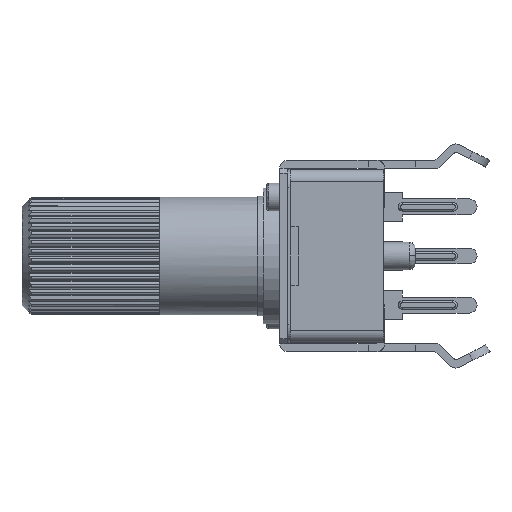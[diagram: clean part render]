
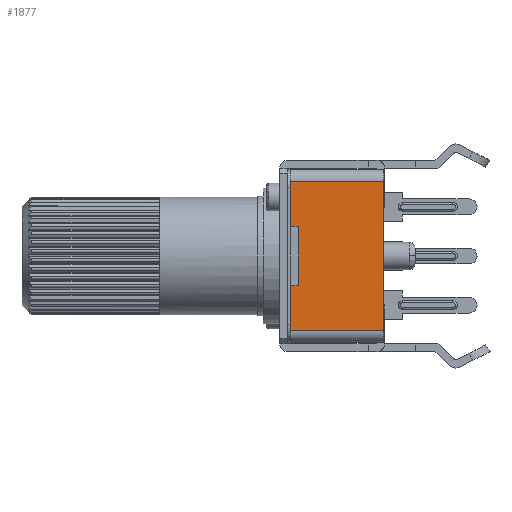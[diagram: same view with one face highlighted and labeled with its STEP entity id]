
A CAD part, left-side view. The second image highlights one B-rep face of the part: STEP entity #1877.
In plain terms, the highlighted planar face has unit normal (-1, 0, 0).
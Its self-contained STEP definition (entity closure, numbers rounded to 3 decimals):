
#18 = VERTEX_POINT ( 'NONE', #3199 ) ;
#531 = DIRECTION ( 'NONE',  ( 0., 1., 0. ) ) ;
#570 = CARTESIAN_POINT ( 'NONE',  ( -5.5, 0., 3.8 ) ) ;
#923 = CARTESIAN_POINT ( 'NONE',  ( -5.5, -4.75, -3.8 ) ) ;
#1014 = LINE ( 'NONE', #6312, #5700 ) ;
#1266 = VECTOR ( 'NONE', #531, 1000. ) ;
#1622 = CARTESIAN_POINT ( 'NONE',  ( -5.5, 0., -3.8 ) ) ;
#1834 = CARTESIAN_POINT ( 'NONE',  ( -5.5, -4.75, 0. ) ) ;
#1877 = ADVANCED_FACE ( 'NONE', ( #7320 ), #16074, .T. ) ;
#1935 = DIRECTION ( 'NONE',  ( 0., 0., 1. ) ) ;
#3122 = CARTESIAN_POINT ( 'NONE',  ( -5.5, -0.4, -4.4 ) ) ;
#3166 = ORIENTED_EDGE ( 'NONE', *, *, #17423, .T. ) ;
#3199 = CARTESIAN_POINT ( 'NONE',  ( -5.5, -4.75, 3.8 ) ) ;
#4297 = CARTESIAN_POINT ( 'NONE',  ( -5.5, 0., 1.5 ) ) ;
#4635 = CARTESIAN_POINT ( 'NONE',  ( -5.5, 0., -4.4 ) ) ;
#4697 = LINE ( 'NONE', #3122, #16025 ) ;
#4772 = CARTESIAN_POINT ( 'NONE',  ( -5.5, 0., -1.5 ) ) ;
#5603 = ORIENTED_EDGE ( 'NONE', *, *, #5846, .T. ) ;
#5700 = VECTOR ( 'NONE', #7946, 1000. ) ;
#5846 = EDGE_CURVE ( 'NONE', #13233, #15929, #11688, .T. ) ;
#5965 = VERTEX_POINT ( 'NONE', #1622 ) ;
#6312 = CARTESIAN_POINT ( 'NONE',  ( -5.5, 0., 1.5 ) ) ;
#6332 = ORIENTED_EDGE ( 'NONE', *, *, #12997, .T. ) ;
#6377 = CARTESIAN_POINT ( 'NONE',  ( -5.5, -0.4, -1.5 ) ) ;
#6405 = EDGE_CURVE ( 'NONE', #13388, #9855, #1014, .T. ) ;
#7003 = LINE ( 'NONE', #12658, #15123 ) ;
#7320 = FACE_OUTER_BOUND ( 'NONE', #12967, .T. ) ;
#7497 = DIRECTION ( 'NONE',  ( 0., 0., 1. ) ) ;
#7946 = DIRECTION ( 'NONE',  ( 0., -1., 0. ) ) ;
#8145 = ORIENTED_EDGE ( 'NONE', *, *, #17985, .T. ) ;
#8209 = DIRECTION ( 'NONE',  ( 0., -1., 0. ) ) ;
#8921 = EDGE_CURVE ( 'NONE', #11953, #13388, #12081, .T. ) ;
#9402 = CARTESIAN_POINT ( 'NONE',  ( -5.5, -0.4, 1.5 ) ) ;
#9855 = VERTEX_POINT ( 'NONE', #9402 ) ;
#10042 = ORIENTED_EDGE ( 'NONE', *, *, #8921, .T. ) ;
#10318 = CARTESIAN_POINT ( 'NONE',  ( -5.5, 0., 3.8 ) ) ;
#10583 = LINE ( 'NONE', #1834, #10855 ) ;
#10602 = ORIENTED_EDGE ( 'NONE', *, *, #14497, .T. ) ;
#10699 = CARTESIAN_POINT ( 'NONE',  ( -5.5, 0., -4.4 ) ) ;
#10855 = VECTOR ( 'NONE', #7497, 1000. ) ;
#11058 = ORIENTED_EDGE ( 'NONE', *, *, #12307, .T. ) ;
#11688 = LINE ( 'NONE', #4772, #1266 ) ;
#11722 = LINE ( 'NONE', #10318, #13928 ) ;
#11953 = VERTEX_POINT ( 'NONE', #570 ) ;
#12014 = VECTOR ( 'NONE', #12086, 1000. ) ;
#12047 = VERTEX_POINT ( 'NONE', #923 ) ;
#12081 = LINE ( 'NONE', #4635, #16700 ) ;
#12086 = DIRECTION ( 'NONE',  ( 0., 0., -1. ) ) ;
#12307 = EDGE_CURVE ( 'NONE', #12047, #18, #10583, .T. ) ;
#12658 = CARTESIAN_POINT ( 'NONE',  ( -5.5, 0., -3.8 ) ) ;
#12967 = EDGE_LOOP ( 'NONE', ( #11058, #10602, #10042, #14035, #8145, #5603, #6332, #3166 ) ) ;
#12997 = EDGE_CURVE ( 'NONE', #15929, #5965, #17829, .T. ) ;
#13233 = VERTEX_POINT ( 'NONE', #6377 ) ;
#13388 = VERTEX_POINT ( 'NONE', #4297 ) ;
#13928 = VECTOR ( 'NONE', #15986, 1000. ) ;
#14035 = ORIENTED_EDGE ( 'NONE', *, *, #6405, .T. ) ;
#14497 = EDGE_CURVE ( 'NONE', #18, #11953, #11722, .T. ) ;
#15123 = VECTOR ( 'NONE', #8209, 1000. ) ;
#15773 = DIRECTION ( 'NONE',  ( 0., 0., -1. ) ) ;
#15929 = VERTEX_POINT ( 'NONE', #18248 ) ;
#15986 = DIRECTION ( 'NONE',  ( 0., 1., 0. ) ) ;
#16025 = VECTOR ( 'NONE', #15773, 1000. ) ;
#16074 = PLANE ( 'NONE',  #16549 ) ;
#16549 = AXIS2_PLACEMENT_3D ( 'NONE', #17179, #17458, #1935 ) ;
#16700 = VECTOR ( 'NONE', #17728, 1000. ) ;
#17179 = CARTESIAN_POINT ( 'NONE',  ( -5.5, 0., -4.4 ) ) ;
#17423 = EDGE_CURVE ( 'NONE', #5965, #12047, #7003, .T. ) ;
#17458 = DIRECTION ( 'NONE',  ( -1., 0., 0. ) ) ;
#17728 = DIRECTION ( 'NONE',  ( 0., 0., -1. ) ) ;
#17829 = LINE ( 'NONE', #10699, #12014 ) ;
#17985 = EDGE_CURVE ( 'NONE', #9855, #13233, #4697, .T. ) ;
#18248 = CARTESIAN_POINT ( 'NONE',  ( -5.5, 0., -1.5 ) ) ;
